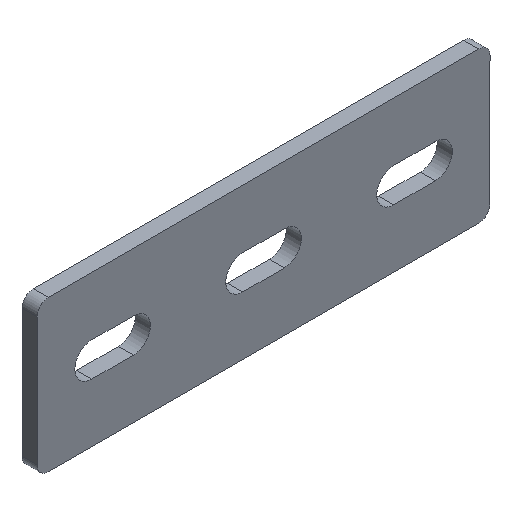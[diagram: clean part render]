
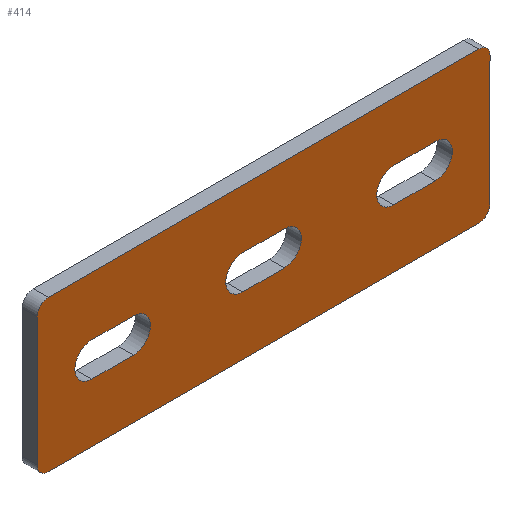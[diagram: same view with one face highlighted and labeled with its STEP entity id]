
A CAD part, isometric view. The second image highlights one B-rep face of the part: STEP entity #414.
In plain terms, the highlighted planar face has unit normal (0, -1, 0).
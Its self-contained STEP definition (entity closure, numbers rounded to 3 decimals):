
#28=FACE_BOUND('',#58,.T.);
#29=FACE_BOUND('',#59,.T.);
#30=FACE_BOUND('',#60,.T.);
#32=FACE_OUTER_BOUND('',#57,.T.);
#57=EDGE_LOOP('',(#301,#302,#303,#304,#305,#306,#307,#308));
#58=EDGE_LOOP('',(#309,#310,#311,#312));
#59=EDGE_LOOP('',(#313,#314,#315,#316));
#60=EDGE_LOOP('',(#317,#318,#319,#320));
#91=CIRCLE('',#470,3.);
#92=CIRCLE('',#471,3.);
#93=CIRCLE('',#472,3.);
#94=CIRCLE('',#473,3.);
#95=CIRCLE('',#474,4.5);
#96=CIRCLE('',#475,4.5);
#97=CIRCLE('',#476,4.5);
#98=CIRCLE('',#477,4.5);
#99=CIRCLE('',#478,4.5);
#100=CIRCLE('',#479,4.5);
#111=LINE('',#671,#151);
#112=LINE('',#675,#152);
#113=LINE('',#679,#153);
#114=LINE('',#683,#154);
#115=LINE('',#687,#155);
#116=LINE('',#691,#156);
#117=LINE('',#695,#157);
#118=LINE('',#699,#158);
#119=LINE('',#703,#159);
#120=LINE('',#707,#160);
#151=VECTOR('',#536,1000.);
#152=VECTOR('',#539,1000.);
#153=VECTOR('',#542,1000.);
#154=VECTOR('',#545,1000.);
#155=VECTOR('',#548,1000.);
#156=VECTOR('',#551,1000.);
#157=VECTOR('',#554,1000.);
#158=VECTOR('',#557,1000.);
#159=VECTOR('',#560,1000.);
#160=VECTOR('',#563,1000.);
#201=VERTEX_POINT('',#669);
#202=VERTEX_POINT('',#670);
#203=VERTEX_POINT('',#672);
#204=VERTEX_POINT('',#674);
#205=VERTEX_POINT('',#676);
#206=VERTEX_POINT('',#678);
#207=VERTEX_POINT('',#680);
#208=VERTEX_POINT('',#682);
#209=VERTEX_POINT('',#685);
#210=VERTEX_POINT('',#686);
#211=VERTEX_POINT('',#688);
#212=VERTEX_POINT('',#690);
#213=VERTEX_POINT('',#693);
#214=VERTEX_POINT('',#694);
#215=VERTEX_POINT('',#696);
#216=VERTEX_POINT('',#698);
#217=VERTEX_POINT('',#701);
#218=VERTEX_POINT('',#702);
#219=VERTEX_POINT('',#704);
#220=VERTEX_POINT('',#706);
#241=EDGE_CURVE('',#201,#202,#111,.T.);
#242=EDGE_CURVE('',#201,#203,#91,.T.);
#243=EDGE_CURVE('',#204,#203,#112,.T.);
#244=EDGE_CURVE('',#204,#205,#92,.T.);
#245=EDGE_CURVE('',#206,#205,#113,.T.);
#246=EDGE_CURVE('',#206,#207,#93,.T.);
#247=EDGE_CURVE('',#208,#207,#114,.T.);
#248=EDGE_CURVE('',#208,#202,#94,.T.);
#249=EDGE_CURVE('',#209,#210,#115,.T.);
#250=EDGE_CURVE('',#210,#211,#95,.T.);
#251=EDGE_CURVE('',#211,#212,#116,.T.);
#252=EDGE_CURVE('',#212,#209,#96,.T.);
#253=EDGE_CURVE('',#213,#214,#117,.T.);
#254=EDGE_CURVE('',#214,#215,#97,.T.);
#255=EDGE_CURVE('',#215,#216,#118,.T.);
#256=EDGE_CURVE('',#216,#213,#98,.T.);
#257=EDGE_CURVE('',#217,#218,#119,.T.);
#258=EDGE_CURVE('',#218,#219,#99,.T.);
#259=EDGE_CURVE('',#219,#220,#120,.T.);
#260=EDGE_CURVE('',#220,#217,#100,.T.);
#301=ORIENTED_EDGE('',*,*,#241,.F.);
#302=ORIENTED_EDGE('',*,*,#242,.T.);
#303=ORIENTED_EDGE('',*,*,#243,.F.);
#304=ORIENTED_EDGE('',*,*,#244,.T.);
#305=ORIENTED_EDGE('',*,*,#245,.F.);
#306=ORIENTED_EDGE('',*,*,#246,.T.);
#307=ORIENTED_EDGE('',*,*,#247,.F.);
#308=ORIENTED_EDGE('',*,*,#248,.T.);
#309=ORIENTED_EDGE('',*,*,#249,.T.);
#310=ORIENTED_EDGE('',*,*,#250,.T.);
#311=ORIENTED_EDGE('',*,*,#251,.T.);
#312=ORIENTED_EDGE('',*,*,#252,.T.);
#313=ORIENTED_EDGE('',*,*,#253,.T.);
#314=ORIENTED_EDGE('',*,*,#254,.T.);
#315=ORIENTED_EDGE('',*,*,#255,.T.);
#316=ORIENTED_EDGE('',*,*,#256,.T.);
#317=ORIENTED_EDGE('',*,*,#257,.T.);
#318=ORIENTED_EDGE('',*,*,#258,.T.);
#319=ORIENTED_EDGE('',*,*,#259,.T.);
#320=ORIENTED_EDGE('',*,*,#260,.T.);
#402=PLANE('',#469);
#414=ADVANCED_FACE('',(#32,#28,#29,#30),#402,.T.);
#469=AXIS2_PLACEMENT_3D('',#668,#534,#535);
#470=AXIS2_PLACEMENT_3D('',#673,#537,#538);
#471=AXIS2_PLACEMENT_3D('',#677,#540,#541);
#472=AXIS2_PLACEMENT_3D('',#681,#543,#544);
#473=AXIS2_PLACEMENT_3D('',#684,#546,#547);
#474=AXIS2_PLACEMENT_3D('',#689,#549,#550);
#475=AXIS2_PLACEMENT_3D('',#692,#552,#553);
#476=AXIS2_PLACEMENT_3D('',#697,#555,#556);
#477=AXIS2_PLACEMENT_3D('',#700,#558,#559);
#478=AXIS2_PLACEMENT_3D('',#705,#561,#562);
#479=AXIS2_PLACEMENT_3D('',#708,#564,#565);
#534=DIRECTION('center_axis',(0.,-1.,0.));
#535=DIRECTION('ref_axis',(0.,0.,-1.));
#536=DIRECTION('',(0.,0.,1.));
#537=DIRECTION('center_axis',(0.,-1.,0.));
#538=DIRECTION('ref_axis',(0.,0.,-1.));
#539=DIRECTION('',(-1.,0.,0.));
#540=DIRECTION('center_axis',(0.,-1.,0.));
#541=DIRECTION('ref_axis',(0.,0.,-1.));
#542=DIRECTION('',(0.,0.,-1.));
#543=DIRECTION('center_axis',(0.,-1.,0.));
#544=DIRECTION('ref_axis',(0.,0.,-1.));
#545=DIRECTION('',(1.,0.,0.));
#546=DIRECTION('center_axis',(0.,-1.,0.));
#547=DIRECTION('ref_axis',(0.,0.,-1.));
#548=DIRECTION('',(1.,0.,0.));
#549=DIRECTION('center_axis',(0.,1.,0.));
#550=DIRECTION('ref_axis',(0.,0.,1.));
#551=DIRECTION('',(-1.,0.,0.));
#552=DIRECTION('center_axis',(0.,1.,0.));
#553=DIRECTION('ref_axis',(0.,0.,1.));
#554=DIRECTION('',(1.,0.,0.));
#555=DIRECTION('center_axis',(0.,1.,0.));
#556=DIRECTION('ref_axis',(0.,0.,1.));
#557=DIRECTION('',(-1.,0.,0.));
#558=DIRECTION('center_axis',(0.,1.,0.));
#559=DIRECTION('ref_axis',(0.,0.,1.));
#560=DIRECTION('',(-1.,0.,0.));
#561=DIRECTION('center_axis',(0.,1.,0.));
#562=DIRECTION('ref_axis',(0.,0.,-1.));
#563=DIRECTION('',(1.,0.,0.));
#564=DIRECTION('center_axis',(0.,1.,0.));
#565=DIRECTION('ref_axis',(0.,0.,-1.));
#668=CARTESIAN_POINT('Origin',(-60.,0.,-20.));
#669=CARTESIAN_POINT('',(-60.,0.,-17.));
#670=CARTESIAN_POINT('',(-60.,0.,17.));
#671=CARTESIAN_POINT('',(-60.,0.,20.));
#672=CARTESIAN_POINT('',(-57.,0.,-20.));
#673=CARTESIAN_POINT('Origin',(-57.,0.,
-17.));
#674=CARTESIAN_POINT('',(57.,0.,-20.));
#675=CARTESIAN_POINT('',(-60.,0.,-20.));
#676=CARTESIAN_POINT('',(60.,0.,-17.));
#677=CARTESIAN_POINT('Origin',(57.,0.,-17.));
#678=CARTESIAN_POINT('',(60.,0.,17.));
#679=CARTESIAN_POINT('',(60.,0.,20.));
#680=CARTESIAN_POINT('',(57.,0.,20.));
#681=CARTESIAN_POINT('Origin',(57.,0.,17.));
#682=CARTESIAN_POINT('',(-57.,0.,20.));
#683=CARTESIAN_POINT('',(-60.,0.,20.));
#684=CARTESIAN_POINT('Origin',(-57.,0.,
17.));
#685=CARTESIAN_POINT('',(-45.5,0.,4.5));
#686=CARTESIAN_POINT('',(-34.5,0.,4.5));
#687=CARTESIAN_POINT('',(-45.5,0.,4.5));
#688=CARTESIAN_POINT('',(-34.5,0.,-4.5));
#689=CARTESIAN_POINT('Origin',(-34.5,0.,0.));
#690=CARTESIAN_POINT('',(-45.5,0.,-4.5));
#691=CARTESIAN_POINT('',(-34.5,0.,-4.5));
#692=CARTESIAN_POINT('Origin',(-45.5,0.,0.));
#693=CARTESIAN_POINT('',(-5.5,0.,4.5));
#694=CARTESIAN_POINT('',(5.5,0.,4.5));
#695=CARTESIAN_POINT('',(-5.5,0.,4.5));
#696=CARTESIAN_POINT('',(5.5,0.,-4.5));
#697=CARTESIAN_POINT('Origin',(5.5,0.,0.));
#698=CARTESIAN_POINT('',(-5.5,0.,-4.5));
#699=CARTESIAN_POINT('',(5.5,0.,-4.5));
#700=CARTESIAN_POINT('Origin',(-5.5,0.,0.));
#701=CARTESIAN_POINT('',(45.5,0.,-4.5));
#702=CARTESIAN_POINT('',(34.5,0.,-4.5));
#703=CARTESIAN_POINT('',(34.5,0.,-4.5));
#704=CARTESIAN_POINT('',(34.5,0.,4.5));
#705=CARTESIAN_POINT('Origin',(34.5,0.,0.));
#706=CARTESIAN_POINT('',(45.5,0.,4.5));
#707=CARTESIAN_POINT('',(45.5,0.,4.5));
#708=CARTESIAN_POINT('Origin',(45.5,0.,0.));
